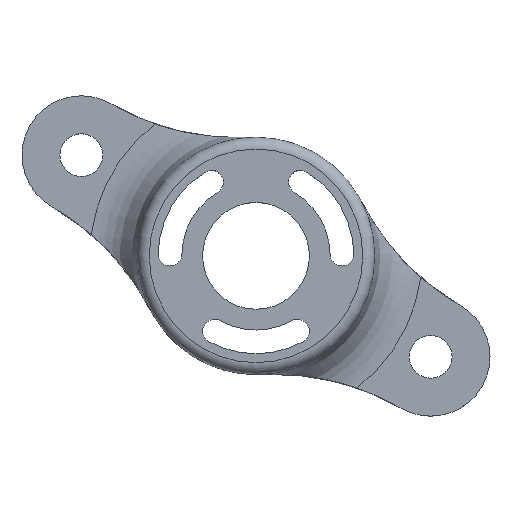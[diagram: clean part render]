
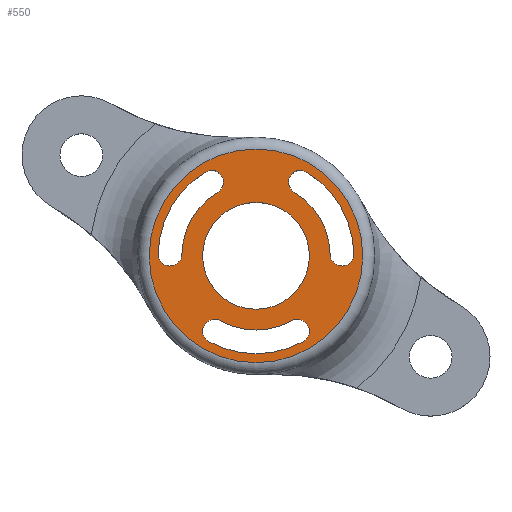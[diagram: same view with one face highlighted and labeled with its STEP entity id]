
A CAD part, top view. The second image highlights one B-rep face of the part: STEP entity #550.
In plain terms, the highlighted planar face has unit normal (0, 0, 1).
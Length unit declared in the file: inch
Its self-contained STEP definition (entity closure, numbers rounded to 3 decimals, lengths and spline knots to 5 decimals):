
#15=FACE_BOUND('',#142,.T.);
#16=FACE_BOUND('',#143,.T.);
#17=FACE_BOUND('',#144,.T.);
#18=FACE_BOUND('',#145,.T.);
#28=PLANE('',#593);
#110=FACE_OUTER_BOUND('',#141,.T.);
#141=EDGE_LOOP('',(#402));
#142=EDGE_LOOP('',(#403));
#143=EDGE_LOOP('',(#404,#405,#406,#407));
#144=EDGE_LOOP('',(#408,#409,#410,#411));
#145=EDGE_LOOP('',(#412,#413,#414,#415));
#189=CIRCLE('',#591,0.45);
#191=CIRCLE('',#594,0.225);
#192=CIRCLE('',#595,0.3125);
#193=CIRCLE('',#596,0.05);
#194=CIRCLE('',#597,0.4125);
#195=CIRCLE('',#598,0.05);
#196=CIRCLE('',#599,0.3125);
#197=CIRCLE('',#600,0.05);
#198=CIRCLE('',#601,0.4125);
#199=CIRCLE('',#602,0.05);
#200=CIRCLE('',#603,0.3125);
#201=CIRCLE('',#604,0.05);
#202=CIRCLE('',#605,0.4125);
#203=CIRCLE('',#606,0.05);
#253=VERTEX_POINT('',#933);
#254=VERTEX_POINT('',#937);
#255=VERTEX_POINT('',#939);
#256=VERTEX_POINT('',#940);
#257=VERTEX_POINT('',#942);
#258=VERTEX_POINT('',#944);
#259=VERTEX_POINT('',#947);
#260=VERTEX_POINT('',#948);
#261=VERTEX_POINT('',#950);
#262=VERTEX_POINT('',#952);
#263=VERTEX_POINT('',#955);
#264=VERTEX_POINT('',#956);
#265=VERTEX_POINT('',#958);
#266=VERTEX_POINT('',#960);
#311=EDGE_CURVE('',#253,#253,#189,.T.);
#313=EDGE_CURVE('',#254,#254,#191,.T.);
#314=EDGE_CURVE('',#255,#256,#192,.T.);
#315=EDGE_CURVE('',#256,#257,#193,.T.);
#316=EDGE_CURVE('',#257,#258,#194,.T.);
#317=EDGE_CURVE('',#258,#255,#195,.T.);
#318=EDGE_CURVE('',#259,#260,#196,.T.);
#319=EDGE_CURVE('',#260,#261,#197,.T.);
#320=EDGE_CURVE('',#261,#262,#198,.T.);
#321=EDGE_CURVE('',#262,#259,#199,.T.);
#322=EDGE_CURVE('',#263,#264,#200,.T.);
#323=EDGE_CURVE('',#264,#265,#201,.T.);
#324=EDGE_CURVE('',#265,#266,#202,.T.);
#325=EDGE_CURVE('',#266,#263,#203,.T.);
#402=ORIENTED_EDGE('',*,*,#311,.F.);
#403=ORIENTED_EDGE('',*,*,#313,.T.);
#404=ORIENTED_EDGE('',*,*,#314,.T.);
#405=ORIENTED_EDGE('',*,*,#315,.T.);
#406=ORIENTED_EDGE('',*,*,#316,.T.);
#407=ORIENTED_EDGE('',*,*,#317,.T.);
#408=ORIENTED_EDGE('',*,*,#318,.T.);
#409=ORIENTED_EDGE('',*,*,#319,.T.);
#410=ORIENTED_EDGE('',*,*,#320,.T.);
#411=ORIENTED_EDGE('',*,*,#321,.T.);
#412=ORIENTED_EDGE('',*,*,#322,.T.);
#413=ORIENTED_EDGE('',*,*,#323,.T.);
#414=ORIENTED_EDGE('',*,*,#324,.T.);
#415=ORIENTED_EDGE('',*,*,#325,.T.);
#550=ADVANCED_FACE('',(#110,#15,#16,#17,#18),#28,.T.);
#591=AXIS2_PLACEMENT_3D('',#934,#695,#696);
#593=AXIS2_PLACEMENT_3D('',#936,#699,#700);
#594=AXIS2_PLACEMENT_3D('',#938,#701,#702);
#595=AXIS2_PLACEMENT_3D('',#941,#703,#704);
#596=AXIS2_PLACEMENT_3D('',#943,#705,#706);
#597=AXIS2_PLACEMENT_3D('',#945,#707,#708);
#598=AXIS2_PLACEMENT_3D('',#946,#709,#710);
#599=AXIS2_PLACEMENT_3D('',#949,#711,#712);
#600=AXIS2_PLACEMENT_3D('',#951,#713,#714);
#601=AXIS2_PLACEMENT_3D('',#953,#715,#716);
#602=AXIS2_PLACEMENT_3D('',#954,#717,#718);
#603=AXIS2_PLACEMENT_3D('',#957,#719,#720);
#604=AXIS2_PLACEMENT_3D('',#959,#721,#722);
#605=AXIS2_PLACEMENT_3D('',#961,#723,#724);
#606=AXIS2_PLACEMENT_3D('',#962,#725,#726);
#695=DIRECTION('center_axis',(0.,0.,-1.));
#696=DIRECTION('ref_axis',(-1.,0.,0.));
#699=DIRECTION('center_axis',(0.,0.,1.));
#700=DIRECTION('ref_axis',(-1.,0.,0.));
#701=DIRECTION('center_axis',(0.,0.,-1.));
#702=DIRECTION('ref_axis',(-1.,0.,0.));
#703=DIRECTION('center_axis',(0.,0.,1.));
#704=DIRECTION('ref_axis',(-0.483,-0.876,0.));
#705=DIRECTION('center_axis',(0.,0.,-1.));
#706=DIRECTION('ref_axis',(0.483,-0.876,0.));
#707=DIRECTION('center_axis',(0.,0.,-1.));
#708=DIRECTION('ref_axis',(-0.483,-0.876,0.));
#709=DIRECTION('center_axis',(0.,0.,-1.));
#710=DIRECTION('ref_axis',(0.483,0.876,0.));
#711=DIRECTION('center_axis',(0.,0.,1.));
#712=DIRECTION('ref_axis',(1.,0.02,0.));
#713=DIRECTION('center_axis',(0.,0.,-1.));
#714=DIRECTION('ref_axis',(0.517,0.856,0.));
#715=DIRECTION('center_axis',(0.,0.,-1.));
#716=DIRECTION('ref_axis',(1.,0.02,0.));
#717=DIRECTION('center_axis',(0.,0.,-1.));
#718=DIRECTION('ref_axis',(-1.,-0.02,0.));
#719=DIRECTION('center_axis',(0.,0.,1.));
#720=DIRECTION('ref_axis',(-0.517,0.856,0.));
#721=DIRECTION('center_axis',(0.,0.,-1.));
#722=DIRECTION('ref_axis',(-1.,0.02,0.));
#723=DIRECTION('center_axis',(0.,0.,-1.));
#724=DIRECTION('ref_axis',(-0.517,0.856,0.));
#725=DIRECTION('center_axis',(0.,0.,-1.));
#726=DIRECTION('ref_axis',(0.517,-0.856,0.));
#933=CARTESIAN_POINT('',(-0.45337,0.0042,0.425));
#934=CARTESIAN_POINT('Origin',(-0.00337,0.0042,
0.425));
#936=CARTESIAN_POINT('Origin',(-0.00337,0.0042,
0.425));
#937=CARTESIAN_POINT('',(0.22163,0.0042,0.425));
#938=CARTESIAN_POINT('Origin',(-0.00337,0.0042,
0.425));
#939=CARTESIAN_POINT('',(-0.15423,-0.26947,0.425));
#940=CARTESIAN_POINT('',(0.14749,-0.26947,0.425));
#941=CARTESIAN_POINT('Origin',(-0.00337,0.0042,
0.425));
#942=CARTESIAN_POINT('',(0.19577,-0.35705,0.425));
#943=CARTESIAN_POINT('Origin',(0.17163,-0.31326,0.425));
#944=CARTESIAN_POINT('',(-0.20251,-0.35705,0.425));
#945=CARTESIAN_POINT('Origin',(-0.00337,0.0042,
0.425));
#946=CARTESIAN_POINT('Origin',(-0.17837,-0.31326,0.425));
#947=CARTESIAN_POINT('',(0.30907,0.01039,0.425));
#948=CARTESIAN_POINT('',(0.15821,0.27169,0.425));
#949=CARTESIAN_POINT('Origin',(-0.00337,0.0042,
0.425));
#950=CARTESIAN_POINT('',(0.20991,0.35728,0.425));
#951=CARTESIAN_POINT('Origin',(0.18406,0.31448,0.425));
#952=CARTESIAN_POINT('',(0.40905,0.01236,0.425));
#953=CARTESIAN_POINT('Origin',(-0.00337,0.0042,
0.425));
#954=CARTESIAN_POINT('Origin',(0.35906,0.01138,0.425));
#955=CARTESIAN_POINT('',(-0.16494,0.27169,0.425));
#956=CARTESIAN_POINT('',(-0.31581,0.01039,0.425));
#957=CARTESIAN_POINT('Origin',(-0.00337,0.0042,
0.425));
#958=CARTESIAN_POINT('',(-0.41579,0.01236,0.425));
#959=CARTESIAN_POINT('Origin',(-0.3658,0.01138,0.425));
#960=CARTESIAN_POINT('',(-0.21665,0.35728,0.425));
#961=CARTESIAN_POINT('Origin',(-0.00337,0.0042,
0.425));
#962=CARTESIAN_POINT('Origin',(-0.1908,0.31448,0.425));
